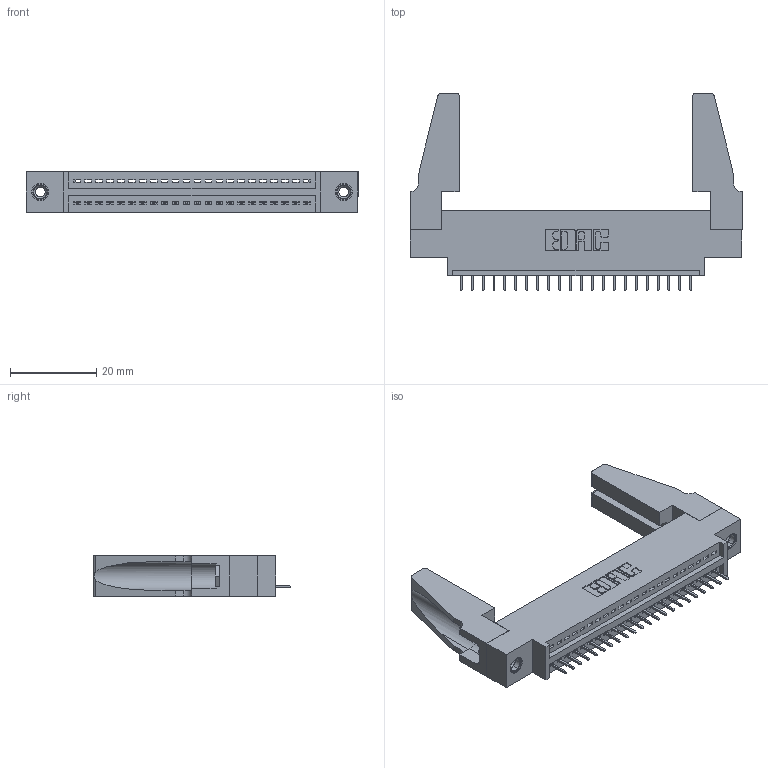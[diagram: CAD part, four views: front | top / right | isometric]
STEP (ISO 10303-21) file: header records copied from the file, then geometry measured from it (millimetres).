
FILE_DESCRIPTION (( 'STEP AP203' ), '1' );
FILE_NAME ('395-022-525-688.STEP', '2020-09-23T13:48:37', ( '' ), ( '' ), 'SwSTEP 2.0', 'SolidWorks 2020', '' );
FILE_SCHEMA (( 'CONFIG_CONTROL_DESIGN' ));
Length unit declared in the file: inch
Products named in the file (5): 395-022-525-688; 345-250-001_345-250-001-102; 345-292-001_345-293-125; 345-220-078_345-220-088; 345 Part_0.170 Offset - 0.156 Dia-TH
Assembly tree (27 placements, depth 2):
  395-022-525-688
    345 Part_0.170 Offset - 0.156 Dia-TH
    345-292-001_345-293-125  x22
    345-250-001_345-250-001-102  x2
    345-220-078_345-220-088  x2
Bounding box: 77.11 x 45.9 x 9.4 mm (x, y, z)
Volume: 10209.9 mm3; surface area: 11930.2 mm2
Topology: 27 solids, 27 shells, 1618 faces, 4627 edges, 2986 vertices
Faces by surface type: plane 1168, cylinder 434, cone 12, torus 4
Entity records: 21604 total; most frequent: CARTESIAN_POINT 3732, ORIENTED_EDGE 3648, DIRECTION 3296, EDGE_CURVE 1824, VECTOR 1566, LINE 1566, VERTEX_POINT 1206, AXIS2_PLACEMENT_3D 865
